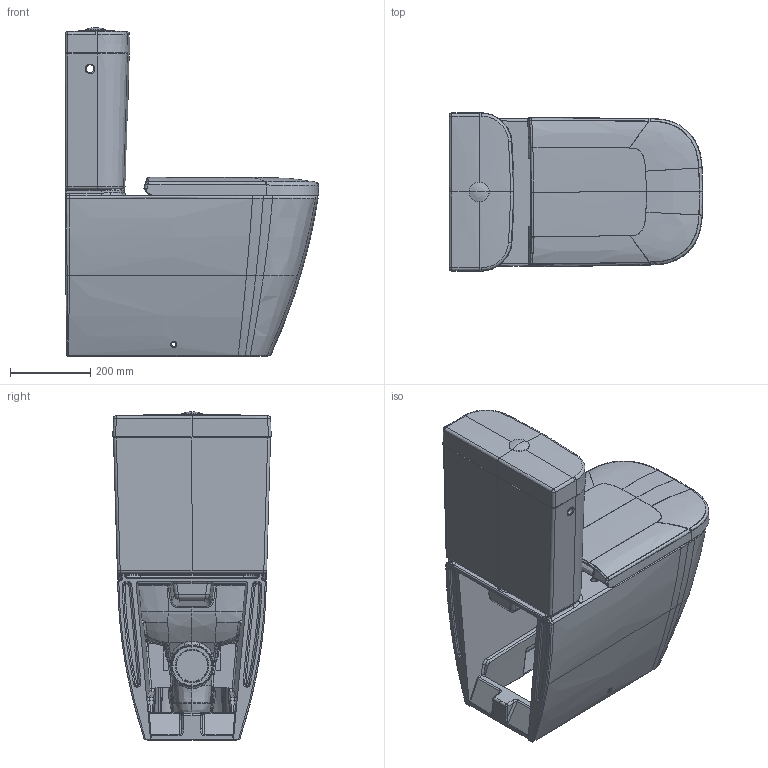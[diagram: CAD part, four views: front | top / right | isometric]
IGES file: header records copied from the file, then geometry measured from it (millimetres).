
Global section: file name: No Iges File Name specified; native system: Autodesk Inventor 2011; preprocessor: AutoDesk Inventor Iges Exporter R2011; author: Administrator; date: 20130612.161653; units: millimetre
Bounding box: 631.33 x 394 x 817.27 mm (x, y, z)
Volume: 34842080.3 mm3; surface area: 3618097.9 mm2
Topology: 6 solids, 6 shells, 2028 faces, 5587 edges, 3673 vertices
Faces by surface type: bspline 1591, offset 124, plane 116, revolution 113, cylinder 50, torus 18, cone 10, sphere 6
